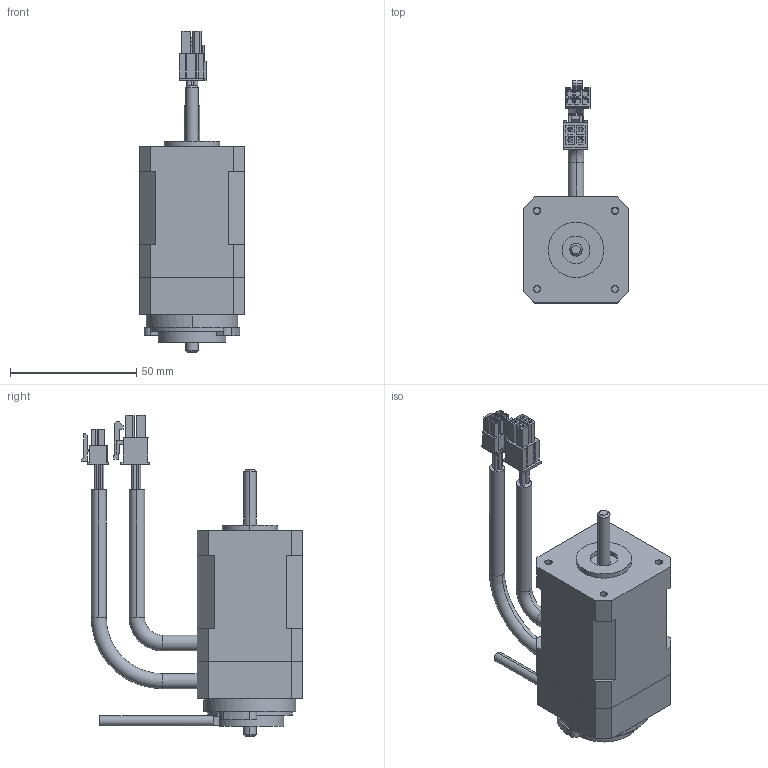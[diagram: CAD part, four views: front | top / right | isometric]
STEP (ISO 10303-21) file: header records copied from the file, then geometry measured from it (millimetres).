
FILE_DESCRIPTION (( 'STEP AP214' ), '1' );
FILE_NAME ('E017-2A-Mx5000-NN-xxx.STEP', '2019-02-12T22:08:48', ( '' ), ( '' ), 'SwSTEP 2.0', 'SolidWorks 2016', '' );
FILE_SCHEMA (( 'AUTOMOTIVE_DESIGN' ));
Length unit declared in the file: millimetre
Products named in the file (5): 39-01-2040; E17-2A; E017-2A-Mx5000-NN-xxx; 43025-0600; QM35
Assembly tree (4 placements, depth 2):
  E017-2A-Mx5000-NN-xxx
    E17-2A
    39-01-2040
    43025-0600
    QM35
Bounding box: 42 x 87.99 x 127.57 mm (x, y, z)
Volume: 131767.6 mm3; surface area: 26534.7 mm2
Topology: 5 solids, 5 shells, 558 faces, 1445 edges, 946 vertices
Faces by surface type: plane 436, cylinder 114, torus 4, cone 4
Entity records: 17096 total; most frequent: CARTESIAN_POINT 2956, ORIENTED_EDGE 2890, DIRECTION 2839, EDGE_CURVE 1445, VECTOR 1181, LINE 1181, VERTEX_POINT 946, AXIS2_PLACEMENT_3D 829
